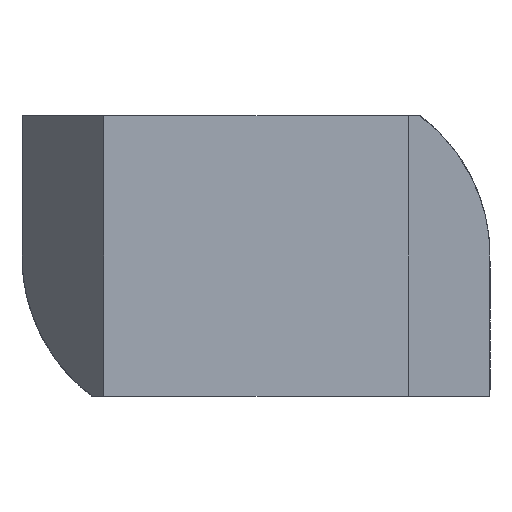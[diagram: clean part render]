
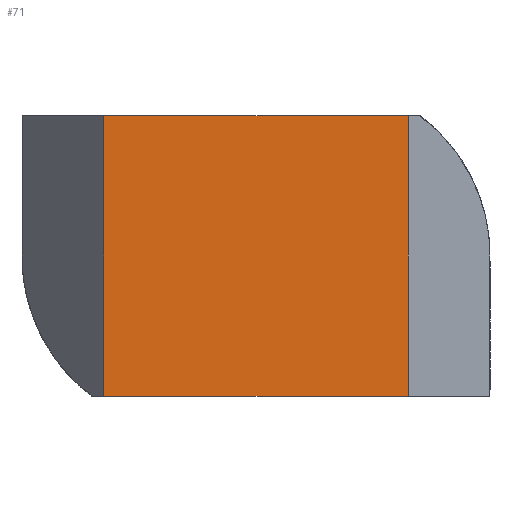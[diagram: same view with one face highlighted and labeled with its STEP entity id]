
A CAD part, front view. The second image highlights one B-rep face of the part: STEP entity #71.
In plain terms, the highlighted planar face has unit normal (0, -1, 0).
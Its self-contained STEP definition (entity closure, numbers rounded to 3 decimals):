
#11 = VECTOR ( 'NONE', #592, 1000. ) ;
#64 = VECTOR ( 'NONE', #979, 1000. ) ;
#71 = ADVANCED_FACE ( 'NONE', ( #1873 ), #1156, .T. ) ;
#131 = CARTESIAN_POINT ( 'NONE',  ( 5., -3.2, 3. ) ) ;
#187 = DIRECTION ( 'NONE',  ( 0., 0., 1. ) ) ;
#263 = VECTOR ( 'NONE', #1499, 1000. ) ;
#264 = EDGE_CURVE ( 'NONE', #519, #1699, #1229, .T. ) ;
#346 = EDGE_CURVE ( 'NONE', #684, #1699, #579, .T. ) ;
#383 = VECTOR ( 'NONE', #187, 1000. ) ;
#386 = CARTESIAN_POINT ( 'NONE',  ( 3.25, -3.2, -3. ) ) ;
#452 = CARTESIAN_POINT ( 'NONE',  ( -3.25, -3.2, 3. ) ) ;
#460 = CARTESIAN_POINT ( 'NONE',  ( 5., -3.2, -3. ) ) ;
#476 = DIRECTION ( 'NONE',  ( 0., 0., -1. ) ) ;
#505 = AXIS2_PLACEMENT_3D ( 'NONE', #920, #1468, #476 ) ;
#519 = VERTEX_POINT ( 'NONE', #386 ) ;
#579 = LINE ( 'NONE', #131, #11 ) ;
#592 = DIRECTION ( 'NONE',  ( 1., 0., 0. ) ) ;
#635 = EDGE_CURVE ( 'NONE', #684, #763, #1407, .T. ) ;
#668 = ORIENTED_EDGE ( 'NONE', *, *, #264, .T. ) ;
#684 = VERTEX_POINT ( 'NONE', #452 ) ;
#713 = EDGE_LOOP ( 'NONE', ( #984, #1793, #668, #1060 ) ) ;
#763 = VERTEX_POINT ( 'NONE', #1899 ) ;
#920 = CARTESIAN_POINT ( 'NONE',  ( 0., -3.2, 0. ) ) ;
#979 = DIRECTION ( 'NONE',  ( 0., 0., -1. ) ) ;
#984 = ORIENTED_EDGE ( 'NONE', *, *, #635, .T. ) ;
#1060 = ORIENTED_EDGE ( 'NONE', *, *, #346, .F. ) ;
#1156 = PLANE ( 'NONE',  #505 ) ;
#1229 = LINE ( 'NONE', #1799, #383 ) ;
#1336 = LINE ( 'NONE', #460, #263 ) ;
#1407 = LINE ( 'NONE', #1675, #64 ) ;
#1468 = DIRECTION ( 'NONE',  ( 0., -1., 0. ) ) ;
#1499 = DIRECTION ( 'NONE',  ( -1., 0., 0. ) ) ;
#1567 = CARTESIAN_POINT ( 'NONE',  ( 3.25, -3.2, 3. ) ) ;
#1675 = CARTESIAN_POINT ( 'NONE',  ( -3.25, -3.2, 0. ) ) ;
#1699 = VERTEX_POINT ( 'NONE', #1567 ) ;
#1793 = ORIENTED_EDGE ( 'NONE', *, *, #1835, .F. ) ;
#1799 = CARTESIAN_POINT ( 'NONE',  ( 3.25, -3.2, 0. ) ) ;
#1835 = EDGE_CURVE ( 'NONE', #519, #763, #1336, .T. ) ;
#1873 = FACE_OUTER_BOUND ( 'NONE', #713, .T. ) ;
#1899 = CARTESIAN_POINT ( 'NONE',  ( -3.25, -3.2, -3. ) ) ;
